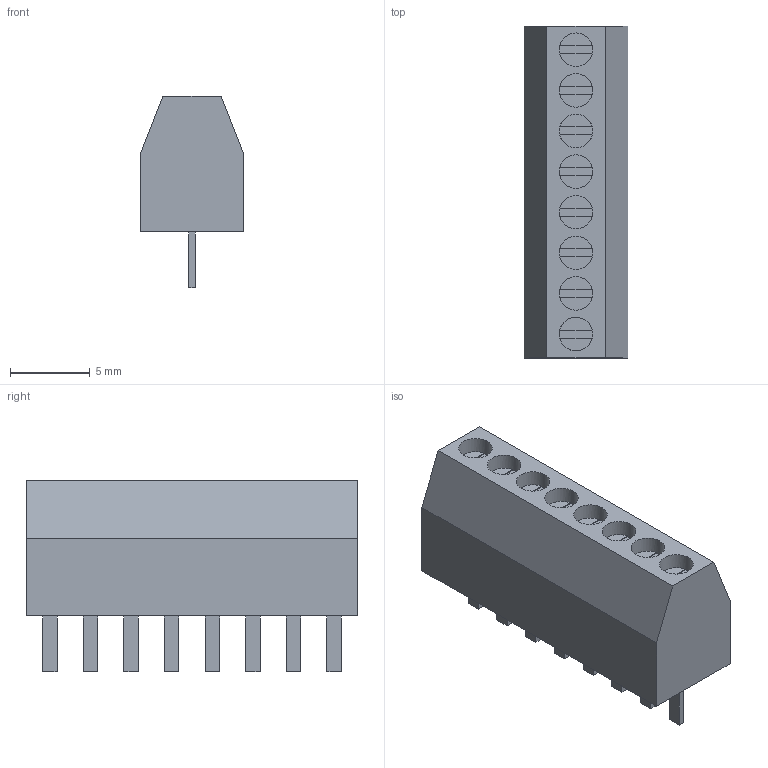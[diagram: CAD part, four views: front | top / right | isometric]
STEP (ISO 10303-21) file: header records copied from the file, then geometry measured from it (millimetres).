
FILE_DESCRIPTION(('FreeCAD Model'),'2;1');
FILE_NAME('terminal v1.step','2020-03-24T21:09:14',('kicad StepUp'),('ksu MCAD'), 'Open CASCADE STEP processor 7.3','FreeCAD','Unknown');
FILE_SCHEMA(('AUTOMOTIVE_DESIGN { 1 0 10303 214 1 1 1 1 }'));
Length unit declared in the file: millimetre
Products named in the file (1): terminal_v1
Bounding box: 6.5 x 20.75 x 12 mm (x, y, z)
Volume: 959.3 mm3; surface area: 955.8 mm2
Topology: 1 solids, 1 shells, 136 faces, 331 edges, 221 vertices
Faces by surface type: plane 128, cylinder 8
Full cylindrical faces by diameter (mm): 2.1 x8
Entity records: 4918 total; most frequent: CARTESIAN_POINT 689, ORIENTED_EDGE 662, DIRECTION 654, EDGE_CURVE 331, LINE 282, VECTOR 282, VERTEX_POINT 221, AXIS2_PLACEMENT_3D 186
